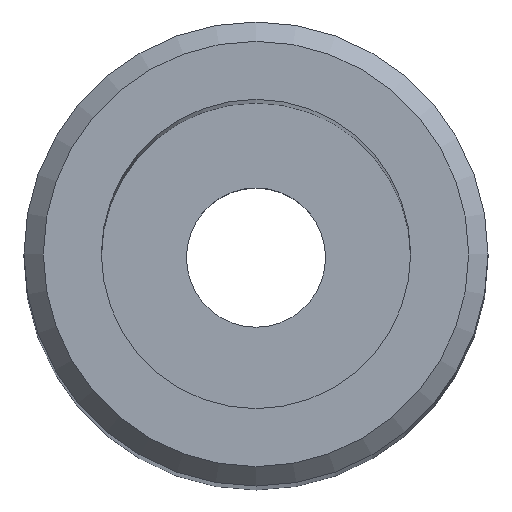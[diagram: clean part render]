
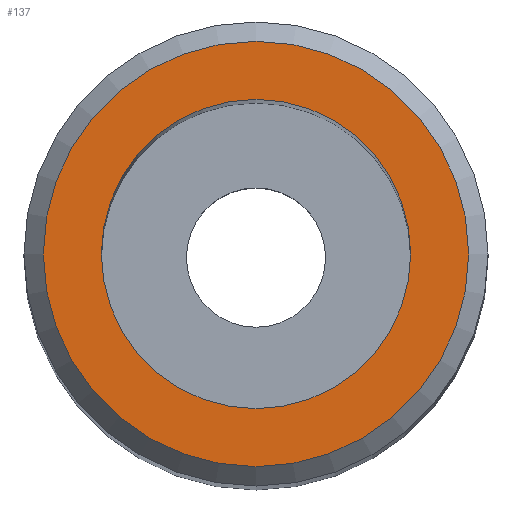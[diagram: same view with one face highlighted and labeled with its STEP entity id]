
A CAD part, top view. The second image highlights one B-rep face of the part: STEP entity #137.
In plain terms, the highlighted planar face has unit normal (0, 0, 1).
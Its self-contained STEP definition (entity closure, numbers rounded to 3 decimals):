
#16=FACE_BOUND('',#39,.T.);
#19=PLANE('',#176);
#28=FACE_OUTER_BOUND('',#38,.T.);
#38=EDGE_LOOP('',(#114));
#39=EDGE_LOOP('',(#115));
#63=CIRCLE('',#175,2.75);
#64=CIRCLE('',#177,2.);
#74=VERTEX_POINT('',#252);
#75=VERTEX_POINT('',#256);
#87=EDGE_CURVE('',#74,#74,#63,.T.);
#89=EDGE_CURVE('',#75,#75,#64,.T.);
#114=ORIENTED_EDGE('',*,*,#87,.F.);
#115=ORIENTED_EDGE('',*,*,#89,.T.);
#137=ADVANCED_FACE('',(#28,#16),#19,.T.);
#175=AXIS2_PLACEMENT_3D('',#253,#209,#210);
#176=AXIS2_PLACEMENT_3D('',#255,#212,#213);
#177=AXIS2_PLACEMENT_3D('',#257,#214,#215);
#209=DIRECTION('center_axis',(0.,0.,-1.));
#210=DIRECTION('ref_axis',(-1.,0.,0.));
#212=DIRECTION('center_axis',(0.,0.,1.));
#213=DIRECTION('ref_axis',(1.,0.,0.));
#214=DIRECTION('center_axis',(0.,0.,-1.));
#215=DIRECTION('ref_axis',(1.,0.,0.));
#252=CARTESIAN_POINT('',(2.75,0.,30.));
#253=CARTESIAN_POINT('Origin',(0.,0.,30.));
#255=CARTESIAN_POINT('Origin',(0.,0.,30.));
#256=CARTESIAN_POINT('',(-2.,0.,30.));
#257=CARTESIAN_POINT('Origin',(0.,0.,30.));
